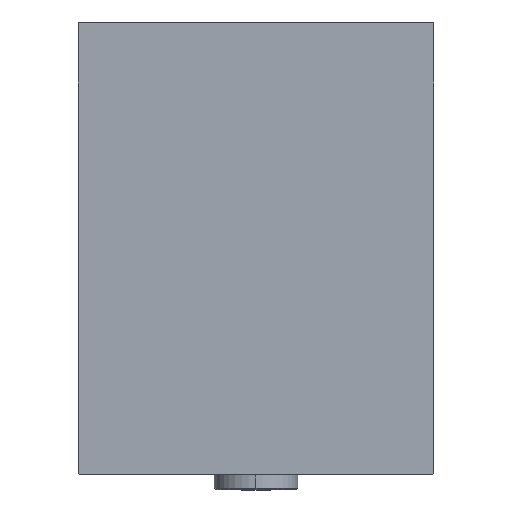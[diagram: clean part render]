
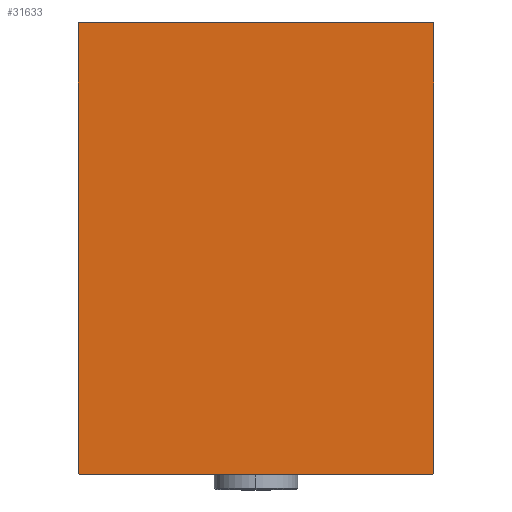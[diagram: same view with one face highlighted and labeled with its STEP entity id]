
A CAD part, left-side view. The second image highlights one B-rep face of the part: STEP entity #31633.
In plain terms, the highlighted face is planar.
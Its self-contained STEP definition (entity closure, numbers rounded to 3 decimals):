
#700 = CARTESIAN_POINT ( 'NONE',  ( 293., 55., -70. ) ) ;
#824 = CARTESIAN_POINT ( 'NONE',  ( 293., 55., 70. ) ) ;
#2768 = VECTOR ( 'NONE', #19668, 1000. ) ;
#2984 = PLANE ( 'NONE',  #34048 ) ;
#3545 = VERTEX_POINT ( 'NONE', #45617 ) ;
#4068 = ORIENTED_EDGE ( 'NONE', *, *, #5439, .T. ) ;
#5439 = EDGE_CURVE ( 'NONE', #32784, #36625, #29772, .T. ) ;
#5795 = EDGE_CURVE ( 'NONE', #38913, #42449, #29925, .T. ) ;
#7968 = DIRECTION ( 'NONE',  ( 0., 0.707, 0.707 ) ) ;
#8014 = EDGE_CURVE ( 'NONE', #42887, #11519, #10082, .T. ) ;
#9251 = DIRECTION ( 'NONE',  ( 0., -0.707, -0.707 ) ) ;
#10082 = LINE ( 'NONE', #13559, #17067 ) ;
#11450 = CARTESIAN_POINT ( 'NONE',  ( 293., 62.35, -62.35 ) ) ;
#11519 = VERTEX_POINT ( 'NONE', #11956 ) ;
#11956 = CARTESIAN_POINT ( 'NONE',  ( 293., -54.7, -70. ) ) ;
#12467 = ORIENTED_EDGE ( 'NONE', *, *, #23638, .T. ) ;
#12773 = VERTEX_POINT ( 'NONE', #36505 ) ;
#12889 = ORIENTED_EDGE ( 'NONE', *, *, #5795, .T. ) ;
#12948 = CARTESIAN_POINT ( 'NONE',  ( 293., -54.7, 70. ) ) ;
#13492 = DIRECTION ( 'NONE',  ( 0., 1., 0. ) ) ;
#13559 = CARTESIAN_POINT ( 'NONE',  ( 293., -62.35, -62.35 ) ) ;
#14136 = CARTESIAN_POINT ( 'NONE',  ( 293., -55., -69.7 ) ) ;
#14522 = DIRECTION ( 'NONE',  ( 0., -0.707, 0.707 ) ) ;
#16024 = VECTOR ( 'NONE', #13492, 1000. ) ;
#17067 = VECTOR ( 'NONE', #24253, 1000. ) ;
#17176 = CARTESIAN_POINT ( 'NONE',  ( 293., 0., 0. ) ) ;
#17349 = EDGE_CURVE ( 'NONE', #36625, #38913, #43614, .T. ) ;
#18158 = DIRECTION ( 'NONE',  ( 0., 0., 1. ) ) ;
#19092 = LINE ( 'NONE', #11450, #37012 ) ;
#19668 = DIRECTION ( 'NONE',  ( 0., 0., -1. ) ) ;
#21369 = LINE ( 'NONE', #31380, #16024 ) ;
#21386 = EDGE_CURVE ( 'NONE', #11519, #3545, #21369, .T. ) ;
#23281 = ORIENTED_EDGE ( 'NONE', *, *, #8014, .T. ) ;
#23553 = ORIENTED_EDGE ( 'NONE', *, *, #31561, .T. ) ;
#23638 = EDGE_CURVE ( 'NONE', #12773, #32784, #29085, .T. ) ;
#23650 = CARTESIAN_POINT ( 'NONE',  ( 293., -62.35, 62.35 ) ) ;
#24253 = DIRECTION ( 'NONE',  ( 0., 0.707, -0.707 ) ) ;
#25256 = EDGE_CURVE ( 'NONE', #42449, #42887, #28771, .T. ) ;
#27080 = ORIENTED_EDGE ( 'NONE', *, *, #17349, .T. ) ;
#27181 = DIRECTION ( 'NONE',  ( 0., 0., -1. ) ) ;
#27424 = VECTOR ( 'NONE', #9251, 1000. ) ;
#28097 = CARTESIAN_POINT ( 'NONE',  ( 293., 55., 69.7 ) ) ;
#28771 = LINE ( 'NONE', #42964, #2768 ) ;
#29085 = LINE ( 'NONE', #700, #35392 ) ;
#29202 = DIRECTION ( 'NONE',  ( 0., -1., 0. ) ) ;
#29772 = LINE ( 'NONE', #43735, #37810 ) ;
#29925 = LINE ( 'NONE', #23650, #27424 ) ;
#31346 = DIRECTION ( 'NONE',  ( 1., 0., 0. ) ) ;
#31380 = CARTESIAN_POINT ( 'NONE',  ( 293., -55., -70. ) ) ;
#31499 = CARTESIAN_POINT ( 'NONE',  ( 293., -55., 69.7 ) ) ;
#31561 = EDGE_CURVE ( 'NONE', #3545, #12773, #19092, .T. ) ;
#31633 = ADVANCED_FACE ( 'NONE', ( #34844 ), #2984, .T. ) ;
#32784 = VERTEX_POINT ( 'NONE', #28097 ) ;
#32866 = CARTESIAN_POINT ( 'NONE',  ( 293., 54.7, 70. ) ) ;
#32920 = EDGE_LOOP ( 'NONE', ( #44482, #23553, #12467, #4068, #27080, #12889, #38008, #23281 ) ) ;
#34048 = AXIS2_PLACEMENT_3D ( 'NONE', #17176, #31346, #27181 ) ;
#34844 = FACE_OUTER_BOUND ( 'NONE', #32920, .T. ) ;
#35392 = VECTOR ( 'NONE', #18158, 1000. ) ;
#36505 = CARTESIAN_POINT ( 'NONE',  ( 293., 55., -69.7 ) ) ;
#36625 = VERTEX_POINT ( 'NONE', #32866 ) ;
#37012 = VECTOR ( 'NONE', #7968, 1000. ) ;
#37810 = VECTOR ( 'NONE', #14522, 1000. ) ;
#38008 = ORIENTED_EDGE ( 'NONE', *, *, #25256, .T. ) ;
#38232 = VECTOR ( 'NONE', #29202, 1000. ) ;
#38913 = VERTEX_POINT ( 'NONE', #12948 ) ;
#42449 = VERTEX_POINT ( 'NONE', #31499 ) ;
#42887 = VERTEX_POINT ( 'NONE', #14136 ) ;
#42964 = CARTESIAN_POINT ( 'NONE',  ( 293., -55., 70. ) ) ;
#43614 = LINE ( 'NONE', #824, #38232 ) ;
#43735 = CARTESIAN_POINT ( 'NONE',  ( 293., 62.35, 62.35 ) ) ;
#44482 = ORIENTED_EDGE ( 'NONE', *, *, #21386, .T. ) ;
#45617 = CARTESIAN_POINT ( 'NONE',  ( 293., 54.7, -70. ) ) ;
